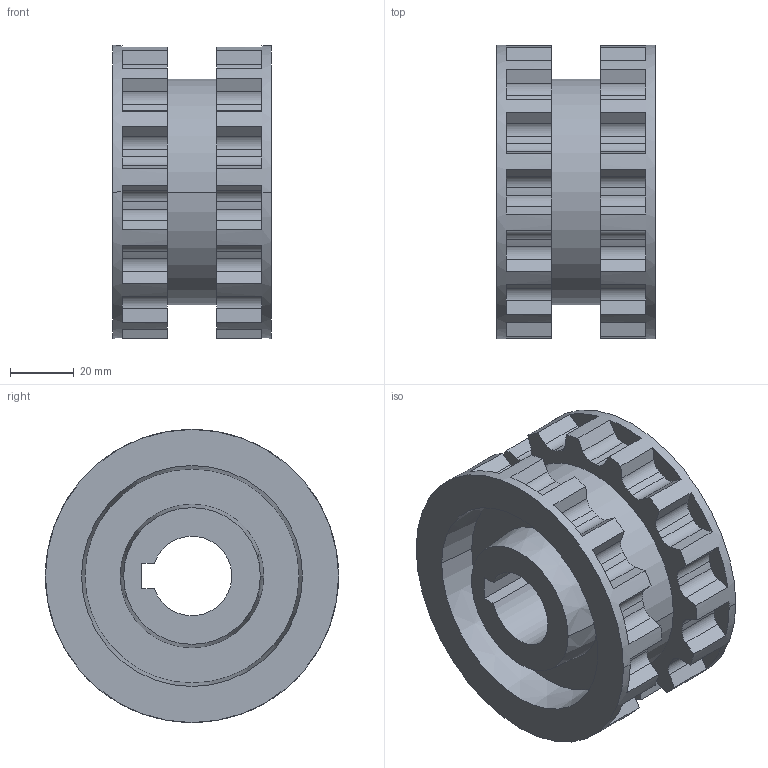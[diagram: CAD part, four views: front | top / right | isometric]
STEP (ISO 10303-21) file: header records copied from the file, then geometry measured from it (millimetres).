
FILE_DESCRIPTION((''),'2;1');
FILE_NAME('N820T15R25-01','2017-06-30T',('rcru51'),('Rex Nord Marbet spa'),'PRO/ENGINEER BY PARAMETRIC TECHNOLOGY CORPORATION, 2013230','PRO/ENGINEER BY PARAMETRIC TECHNOLOGY CORPORATION, 2013230','');
FILE_SCHEMA(('CONFIG_CONTROL_DESIGN'));
Length unit declared in the file: millimetre
Products named in the file (1): N820T15R25-01
Bounding box: 50 x 92.2 x 92.2 mm (x, y, z)
Volume: 184746.1 mm3; surface area: 45957.4 mm2
Topology: 1 solids, 1 shells, 206 faces, 594 edges, 396 vertices
Faces by surface type: plane 101, cylinder 97, cone 8
Entity records: 6930 total; most frequent: DIRECTION 1276, CARTESIAN_POINT 1196, ORIENTED_EDGE 1188, EDGE_CURVE 594, AXIS2_PLACEMENT_3D 476, VERTEX_POINT 396, VECTOR 324, LINE 324
